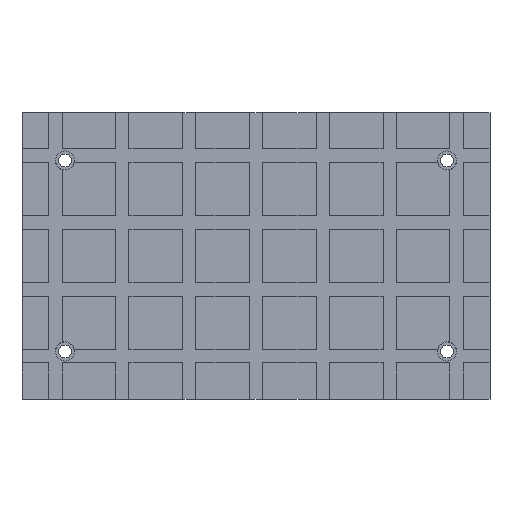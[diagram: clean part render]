
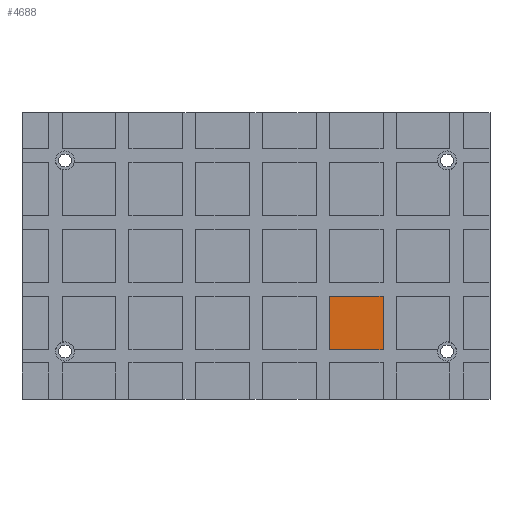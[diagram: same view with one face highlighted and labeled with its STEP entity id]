
A CAD part, top view. The second image highlights one B-rep face of the part: STEP entity #4688.
In plain terms, the highlighted planar face has unit normal (0, 0, 1).
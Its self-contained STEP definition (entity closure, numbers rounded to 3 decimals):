
#2468=EDGE_CURVE('',#4730,#5896,#6812,.T.);
#2540=VERTEX_POINT('',#6890);
#3138=EDGE_CURVE('',#5896,#2540,#7550,.T.);
#3774=VERTEX_POINT('',#8238);
#4688=ADVANCED_FACE('',(#9245),#9246,.T.);
#4730=VERTEX_POINT('',#9295);
#5668=EDGE_CURVE('',#3774,#4730,#10325,.T.);
#5888=EDGE_CURVE('',#2540,#3774,#10567,.T.);
#5896=VERTEX_POINT('',#10576);
#6812=LINE('',#11684,#11685);
#6890=CARTESIAN_POINT('',(77.0,-98.0,60.0));
#7550=LINE('',#12747,#12748);
#8238=CARTESIAN_POINT('',(133.0,-98.0,60.0));
#9245=FACE_OUTER_BOUND('',#15165,.T.);
#9246=PLANE('',#15166);
#9295=CARTESIAN_POINT('',(133.0,-42.0,60.0));
#10325=LINE('',#16713,#16714);
#10567=LINE('',#17071,#17072);
#10576=CARTESIAN_POINT('',(77.0,-42.0,60.0));
#11684=CARTESIAN_POINT('',(-123.0,-42.0,60.0));
#11685=VECTOR('',#18375,1.0);
#12747=CARTESIAN_POINT('',(77.0,75.5,60.0));
#12748=VECTOR('',#19078,1.0);
#15165=EDGE_LOOP('',(#20731,#20732,#20733,#20734));
#15166=AXIS2_PLACEMENT_3D('',#20735,#20736,#20737);
#16713=CARTESIAN_POINT('',(133.0,75.5,60.0));
#16714=VECTOR('',#21851,1.0);
#17071=CARTESIAN_POINT('',(-123.0,-98.0,60.0));
#17072=VECTOR('',#22101,1.0);
#18375=DIRECTION('',(-1.0,0.,0.0));
#19078=DIRECTION('',(0.0,-1.0,0.0));
#20731=ORIENTED_EDGE('',*,*,#5668,.T.);
#20732=ORIENTED_EDGE('',*,*,#2468,.T.);
#20733=ORIENTED_EDGE('',*,*,#3138,.T.);
#20734=ORIENTED_EDGE('',*,*,#5888,.T.);
#20735=CARTESIAN_POINT('',(0.0,0.0,60.0));
#20736=DIRECTION('',(0.0,0.0,1.0));
#20737=DIRECTION('',(1.0,0.0,0.0));
#21851=DIRECTION('',(0.0,1.0,-0.0));
#22101=DIRECTION('',(1.0,0.,0.0));
